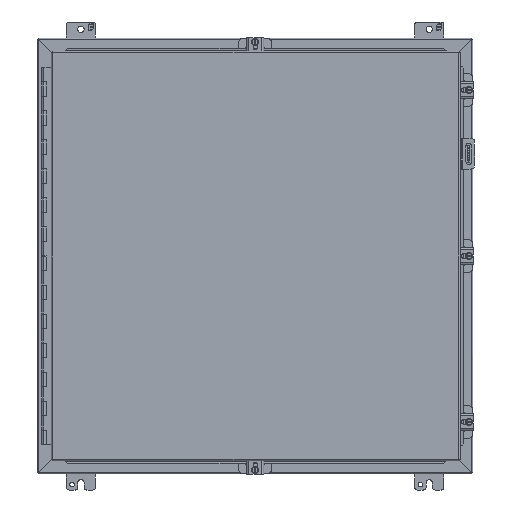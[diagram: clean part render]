
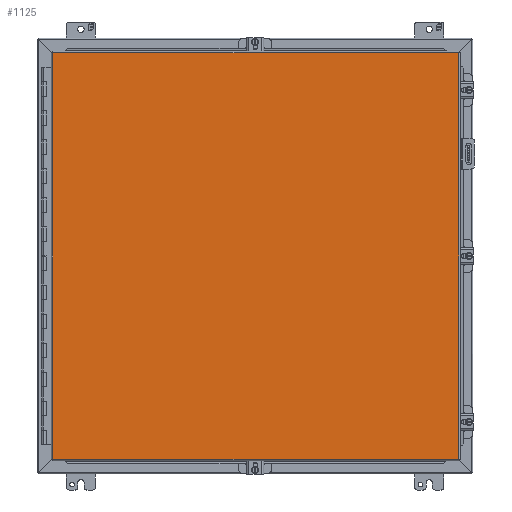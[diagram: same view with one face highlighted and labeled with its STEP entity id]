
A CAD part, front view. The second image highlights one B-rep face of the part: STEP entity #1125.
In plain terms, the highlighted planar face has unit normal (0, -1, 0).
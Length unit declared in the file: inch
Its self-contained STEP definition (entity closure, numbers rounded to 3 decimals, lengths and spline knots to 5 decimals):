
#620 = VECTOR ( 'NONE', #53571, 39.37008 ) ;
#1125 = ADVANCED_FACE ( 'NONE', ( #52834 ), #30898, .T. ) ;
#1259 = LINE ( 'NONE', #1522, #37523 ) ;
#1379 = DIRECTION ( 'NONE',  ( 0., -1., 0. ) ) ;
#1522 = CARTESIAN_POINT ( 'NONE',  ( 14.018, -9.21, -13.9945 ) ) ;
#1565 = LINE ( 'NONE', #44683, #620 ) ;
#2984 = CARTESIAN_POINT ( 'NONE',  ( 14.018, -9.21, 13.9945 ) ) ;
#4892 = EDGE_CURVE ( 'NONE', #13953, #30447, #1565, .T. ) ;
#13598 = ORIENTED_EDGE ( 'NONE', *, *, #47967, .F. ) ;
#13953 = VERTEX_POINT ( 'NONE', #29218 ) ;
#14443 = CARTESIAN_POINT ( 'NONE',  ( -13.954, -9.21, -13.9945 ) ) ;
#14817 = EDGE_CURVE ( 'NONE', #30447, #19717, #15924, .T. ) ;
#15924 = LINE ( 'NONE', #46263, #36615 ) ;
#18495 = DIRECTION ( 'NONE',  ( -1., 0., 0. ) ) ;
#19438 = ORIENTED_EDGE ( 'NONE', *, *, #4892, .F. ) ;
#19498 = CARTESIAN_POINT ( 'NONE',  ( -13.954, -9.21, -13.9945 ) ) ;
#19717 = VERTEX_POINT ( 'NONE', #43225 ) ;
#26113 = AXIS2_PLACEMENT_3D ( 'NONE', #14443, #1379, #43950 ) ;
#29218 = CARTESIAN_POINT ( 'NONE',  ( -13.954, -9.21, 13.9945 ) ) ;
#30447 = VERTEX_POINT ( 'NONE', #2984 ) ;
#30898 = PLANE ( 'NONE',  #26113 ) ;
#32093 = VECTOR ( 'NONE', #41893, 39.37008 ) ;
#36615 = VECTOR ( 'NONE', #37075, 39.37008 ) ;
#37075 = DIRECTION ( 'NONE',  ( 0., 0., -1. ) ) ;
#37523 = VECTOR ( 'NONE', #18495, 39.37008 ) ;
#39341 = EDGE_LOOP ( 'NONE', ( #54493, #19438, #13598, #51420 ) ) ;
#41359 = CARTESIAN_POINT ( 'NONE',  ( -13.954, -9.21, -13.9945 ) ) ;
#41893 = DIRECTION ( 'NONE',  ( 0., 0., 1. ) ) ;
#41935 = VERTEX_POINT ( 'NONE', #19498 ) ;
#43225 = CARTESIAN_POINT ( 'NONE',  ( 14.018, -9.21, -13.9945 ) ) ;
#43950 = DIRECTION ( 'NONE',  ( 0., 0., -1. ) ) ;
#44683 = CARTESIAN_POINT ( 'NONE',  ( -13.954, -9.21, 13.9945 ) ) ;
#46263 = CARTESIAN_POINT ( 'NONE',  ( 14.018, -9.21, 13.9945 ) ) ;
#47967 = EDGE_CURVE ( 'NONE', #41935, #13953, #50802, .T. ) ;
#50802 = LINE ( 'NONE', #41359, #32093 ) ;
#51420 = ORIENTED_EDGE ( 'NONE', *, *, #54840, .F. ) ;
#52834 = FACE_OUTER_BOUND ( 'NONE', #39341, .T. ) ;
#53571 = DIRECTION ( 'NONE',  ( 1., 0., 0. ) ) ;
#54493 = ORIENTED_EDGE ( 'NONE', *, *, #14817, .F. ) ;
#54840 = EDGE_CURVE ( 'NONE', #19717, #41935, #1259, .T. ) ;
